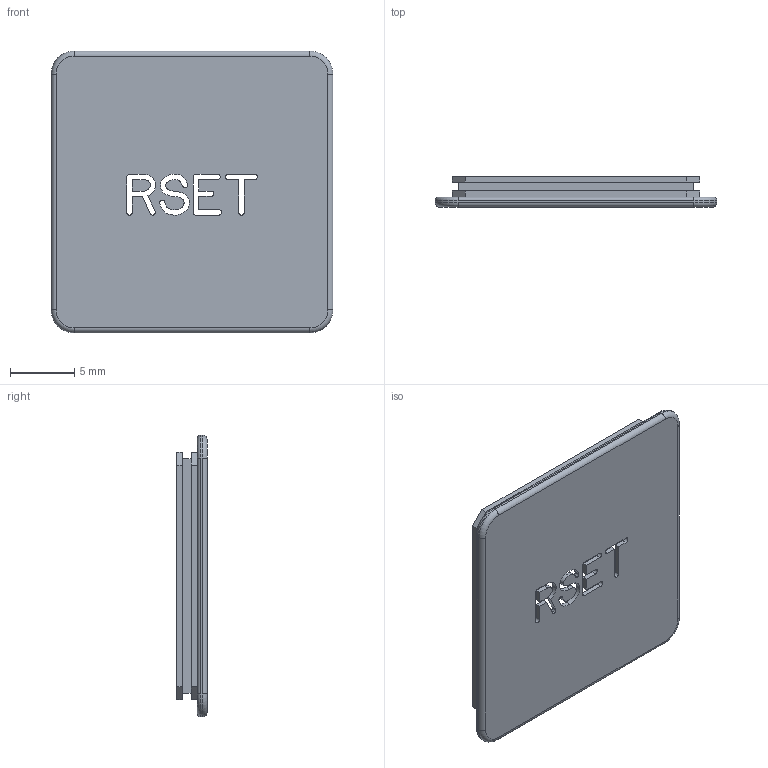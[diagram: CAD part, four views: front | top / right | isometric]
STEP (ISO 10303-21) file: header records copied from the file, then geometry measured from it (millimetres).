
FILE_DESCRIPTION (( 'STEP AP203' ), '1' );
FILE_NAME ('1005022-007.STEP', '2021-03-03T12:06:49', ( '' ), ( '' ), 'SwSTEP 2.0', 'SolidWorks 2019', '' );
FILE_SCHEMA (( 'CONFIG_CONTROL_DESIGN' ));
Length unit declared in the file: inch
Products named in the file (1): 1005022-007
Bounding box: 21.84 x 2.36 x 21.84 mm (x, y, z)
Volume: 761.9 mm3; surface area: 1214.9 mm2
Topology: 2 solids, 2 shells, 130 faces, 336 edges, 212 vertices
Faces by surface type: plane 69, bspline 41, cylinder 12, torus 8
Entity records: 5927 total; most frequent: CARTESIAN_POINT 2936, ORIENTED_EDGE 672, DIRECTION 466, EDGE_CURVE 336, LINE 222, VECTOR 222, VERTEX_POINT 212, EDGE_LOOP 140
